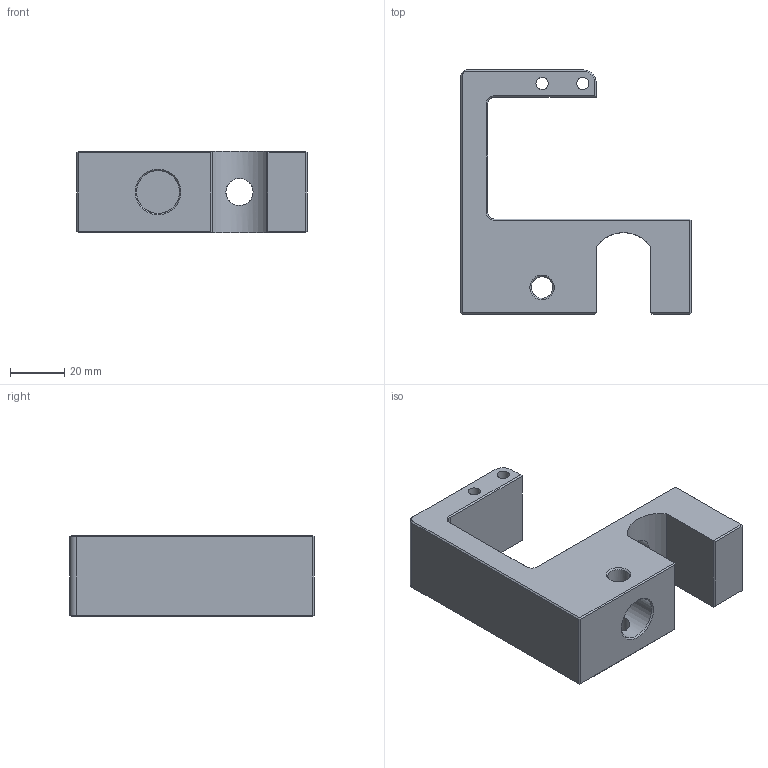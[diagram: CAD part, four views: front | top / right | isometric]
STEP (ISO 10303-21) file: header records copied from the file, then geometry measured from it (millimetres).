
FILE_DESCRIPTION(/* description */ ('Alibre Inc.'),/* implementation_level */ '2;1');
FILE_NAME(/* name */ 'export0',/* time_stamp */ '2022-11-28T09:07:09+01:00',/* author */ (''),/* organization */ (''),/* preprocessor_version */ 'ST-DEVELOPER v14',/* originating_system */ 'Alibre',/* authorisation */ '');
FILE_SCHEMA (('CONFIG_CONTROL_DESIGN'));
Length unit declared in the file: centimetre
Products named in the file (1): ID_1
Bounding box: 85 x 90 x 30 mm (x, y, z)
Volume: 93812.7 mm3; surface area: 22939.6 mm2
Topology: 1 solids, 1 shells, 69 faces, 151 edges, 86 vertices
Faces by surface type: plane 44, cone 12, cylinder 12, bspline 1
Full cylindrical faces by diameter (mm): 4.134 x1, 4.5 x2, 8 x2, 10 x1, 15.8 x1
Entity records: 2098 total; most frequent: CARTESIAN_POINT 583, ORIENTED_EDGE 278, DIRECTION 258, EDGE_CURVE 139, VECTOR 102, LINE 102, AXIS2_PLACEMENT_3D 100, EDGE_LOOP 92
